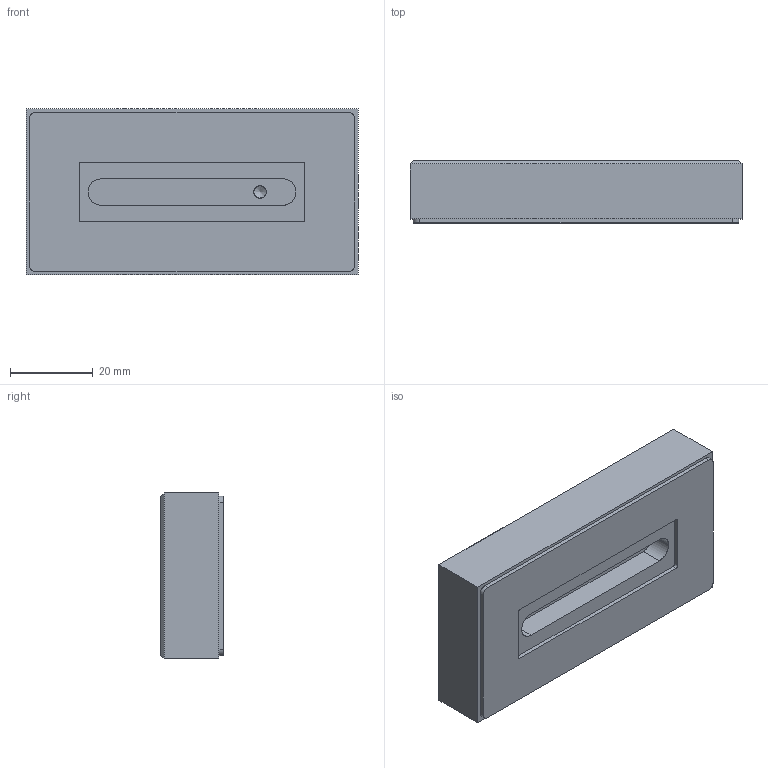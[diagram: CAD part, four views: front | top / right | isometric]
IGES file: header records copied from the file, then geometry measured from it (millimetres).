
Start section: SolidWorks IGES file using analytic representation for surfaces
Global section: file name: OAVF40L80V_basic.IGS; native system: SolidWorks 2021; preprocessor: SolidWorks 2021; author: 16097; date: 221222.102820; units: inch
Bounding box: 80 x 14.99 x 40 mm (x, y, z)
Surface area: 11139.3 mm2 (no closed solid volume)
Topology: 0 solids, 0 shells, 82 faces, 904 edges, 890 vertices
Faces by surface type: revolution 56, bspline 26
